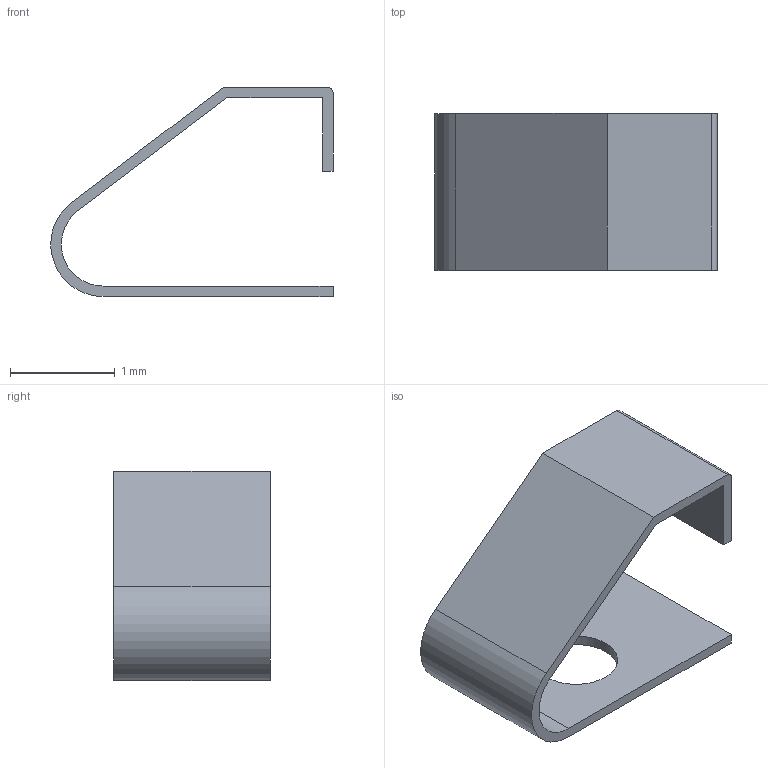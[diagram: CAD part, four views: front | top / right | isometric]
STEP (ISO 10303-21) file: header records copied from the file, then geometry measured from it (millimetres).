
FILE_DESCRIPTION(/* description */ ('Unknown'),/* implementation_level */ '2;1');
FILE_NAME(/* name */ 'H_Wurth_WE-SCFA_78631271520',/* time_stamp */ '2026-01-05T17:34:39+08:00',/* author */ ('Unknown'),/* organization */ ('Unknown'),/* preprocessor_version */ 'ST-DEVELOPER v19.4',/* originating_system */ 'Solid Edge',/* authorisation */ 'Unknown');
FILE_SCHEMA (('AUTOMOTIVE_DESIGN {1 0 10303 214 3 1 1}'));
Length unit declared in the file: millimetre
Products named in the file (2): H_Wurth_WE-SCFA_78631271520
Assembly tree (1 placements, depth 2):
  H_Wurth_WE-SCFA_78631271520
    H_Wurth_WE-SCFA_78631271520
Bounding box: 2.7 x 1.5 x 2 mm (x, y, z)
Volume: 1 mm3; surface area: 21.5 mm2
Topology: 1 solids, 1 shells, 16 faces, 42 edges, 28 vertices
Faces by surface type: plane 12, cylinder 4
Full cylindrical faces by diameter (mm): 0.8 x1
Entity records: 542 total; most frequent: CARTESIAN_POINT 87, DIRECTION 85, ORIENTED_EDGE 82, EDGE_CURVE 41, LINE 33, VECTOR 33, VERTEX_POINT 28, AXIS2_PLACEMENT_3D 26
